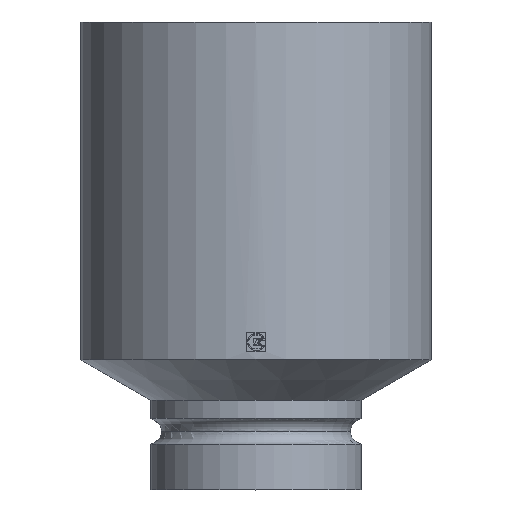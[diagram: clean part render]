
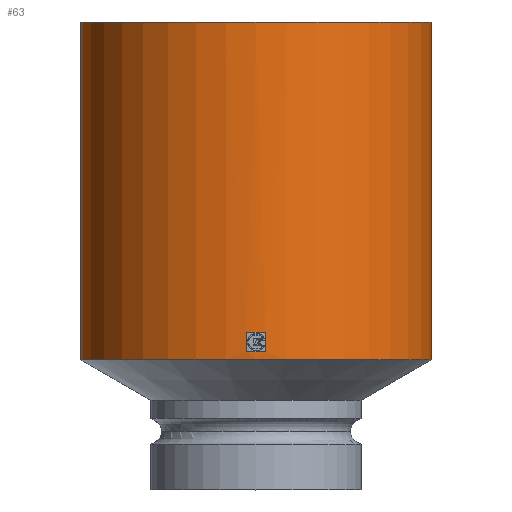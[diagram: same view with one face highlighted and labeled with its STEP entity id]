
A CAD part, top view. The second image highlights one B-rep face of the part: STEP entity #63.
In plain terms, the highlighted cylindrical face has radius 45 mm (diameter 90 mm), a partial arc.
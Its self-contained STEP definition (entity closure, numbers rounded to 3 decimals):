
#15 = CARTESIAN_POINT ( 'NONE',  ( 2.499, 35.392, 44.931 ) ) ;
#22 = VERTEX_POINT ( 'NONE', #978 ) ;
#23 = CARTESIAN_POINT ( 'NONE',  ( -2.499, 40.368, 44.931 ) ) ;
#63 = ADVANCED_FACE ( 'NONE', ( #1448, #1149 ), #1565, .T. ) ;
#64 = CARTESIAN_POINT ( 'NONE',  ( 0., 2.042, 0. ) ) ;
#75 = VERTEX_POINT ( 'NONE', #771 ) ;
#129 = VERTEX_POINT ( 'NONE', #1322 ) ;
#132 = DIRECTION ( 'NONE',  ( 0., -1., 0. ) ) ;
#134 = ORIENTED_EDGE ( 'NONE', *, *, #1189, .T. ) ;
#137 = EDGE_LOOP ( 'NONE', ( #1532, #134, #1351, #1088 ) ) ;
#147 = CARTESIAN_POINT ( 'NONE',  ( -2.499, 40.368, 44.931 ) ) ;
#226 = AXIS2_PLACEMENT_3D ( 'NONE', #1428, #1733, #1043 ) ;
#254 = CIRCLE ( 'NONE', #1251, 45. ) ;
#294 = ORIENTED_EDGE ( 'NONE', *, *, #1494, .T. ) ;
#358 = DIRECTION ( 'NONE',  ( 0., -1., 0. ) ) ;
#402 = CIRCLE ( 'NONE', #1082, 45. ) ;
#468 = CARTESIAN_POINT ( 'NONE',  ( -45., 2.042, 0. ) ) ;
#489 = DIRECTION ( 'NONE',  ( 0., -1., 0. ) ) ;
#512 = VECTOR ( 'NONE', #132, 1000. ) ;
#518 = EDGE_CURVE ( 'NONE', #129, #526, #254, .T. ) ;
#526 = VERTEX_POINT ( 'NONE', #1570 ) ;
#550 = DIRECTION ( 'NONE',  ( 0., -1., 0. ) ) ;
#631 = CARTESIAN_POINT ( 'NONE',  ( 0., 35.392, 0. ) ) ;
#687 = EDGE_CURVE ( 'NONE', #927, #1275, #1249, .T. ) ;
#771 = CARTESIAN_POINT ( 'NONE',  ( 2.499, 35.392, 44.931 ) ) ;
#795 = VECTOR ( 'NONE', #1376, 1000. ) ;
#812 = EDGE_LOOP ( 'NONE', ( #1076, #1657, #1024, #294 ) ) ;
#818 = VERTEX_POINT ( 'NONE', #1698 ) ;
#822 = CIRCLE ( 'NONE', #226, 45. ) ;
#826 = LINE ( 'NONE', #901, #795 ) ;
#831 = DIRECTION ( 'NONE',  ( 1., 0., 0. ) ) ;
#861 = EDGE_CURVE ( 'NONE', #129, #22, #826, .T. ) ;
#866 = DIRECTION ( 'NONE',  ( -0.056, 0., 0.998 ) ) ;
#901 = CARTESIAN_POINT ( 'NONE',  ( 45., 2.042, 0. ) ) ;
#927 = VERTEX_POINT ( 'NONE', #147 ) ;
#943 = AXIS2_PLACEMENT_3D ( 'NONE', #1519, #550, #831 ) ;
#978 = CARTESIAN_POINT ( 'NONE',  ( 45., 33.392, 0. ) ) ;
#984 = CARTESIAN_POINT ( 'NONE',  ( 2.499, 40.368, 44.931 ) ) ;
#1024 = ORIENTED_EDGE ( 'NONE', *, *, #1762, .F. ) ;
#1043 = DIRECTION ( 'NONE',  ( -0.056, 0., 0.998 ) ) ;
#1076 = ORIENTED_EDGE ( 'NONE', *, *, #687, .F. ) ;
#1082 = AXIS2_PLACEMENT_3D ( 'NONE', #631, #1593, #866 ) ;
#1084 = VECTOR ( 'NONE', #1118, 1000. ) ;
#1086 = CARTESIAN_POINT ( 'NONE',  ( -2.499, 35.392, 44.931 ) ) ;
#1088 = ORIENTED_EDGE ( 'NONE', *, *, #861, .F. ) ;
#1116 = EDGE_CURVE ( 'NONE', #1452, #927, #822, .T. ) ;
#1118 = DIRECTION ( 'NONE',  ( 0., 1., 0. ) ) ;
#1149 = FACE_OUTER_BOUND ( 'NONE', #137, .T. ) ;
#1189 = EDGE_CURVE ( 'NONE', #526, #818, #1695, .T. ) ;
#1249 = LINE ( 'NONE', #23, #512 ) ;
#1250 = LINE ( 'NONE', #15, #1084 ) ;
#1251 = AXIS2_PLACEMENT_3D ( 'NONE', #1291, #1701, #1445 ) ;
#1275 = VERTEX_POINT ( 'NONE', #1086 ) ;
#1291 = CARTESIAN_POINT ( 'NONE',  ( 0., 120., 0. ) ) ;
#1310 = AXIS2_PLACEMENT_3D ( 'NONE', #64, #489, #1584 ) ;
#1322 = CARTESIAN_POINT ( 'NONE',  ( 45., 120., 0. ) ) ;
#1351 = ORIENTED_EDGE ( 'NONE', *, *, #1730, .F. ) ;
#1376 = DIRECTION ( 'NONE',  ( 0., -1., 0. ) ) ;
#1428 = CARTESIAN_POINT ( 'NONE',  ( 0., 40.368, 0. ) ) ;
#1445 = DIRECTION ( 'NONE',  ( 1., 0., 0. ) ) ;
#1448 = FACE_BOUND ( 'NONE', #812, .T. ) ;
#1452 = VERTEX_POINT ( 'NONE', #984 ) ;
#1494 = EDGE_CURVE ( 'NONE', #75, #1275, #402, .T. ) ;
#1519 = CARTESIAN_POINT ( 'NONE',  ( 0., 33.392, 0. ) ) ;
#1532 = ORIENTED_EDGE ( 'NONE', *, *, #518, .T. ) ;
#1565 = CYLINDRICAL_SURFACE ( 'NONE', #1310, 45. ) ;
#1570 = CARTESIAN_POINT ( 'NONE',  ( -45., 120., 0. ) ) ;
#1584 = DIRECTION ( 'NONE',  ( 1., 0., 0. ) ) ;
#1593 = DIRECTION ( 'NONE',  ( 0., -1., 0. ) ) ;
#1657 = ORIENTED_EDGE ( 'NONE', *, *, #1116, .F. ) ;
#1658 = VECTOR ( 'NONE', #358, 1000. ) ;
#1695 = LINE ( 'NONE', #468, #1658 ) ;
#1698 = CARTESIAN_POINT ( 'NONE',  ( -45., 33.392, 0. ) ) ;
#1701 = DIRECTION ( 'NONE',  ( 0., -1., 0. ) ) ;
#1715 = CIRCLE ( 'NONE', #943, 45. ) ;
#1730 = EDGE_CURVE ( 'NONE', #22, #818, #1715, .T. ) ;
#1733 = DIRECTION ( 'NONE',  ( 0., -1., 0. ) ) ;
#1762 = EDGE_CURVE ( 'NONE', #75, #1452, #1250, .T. ) ;
